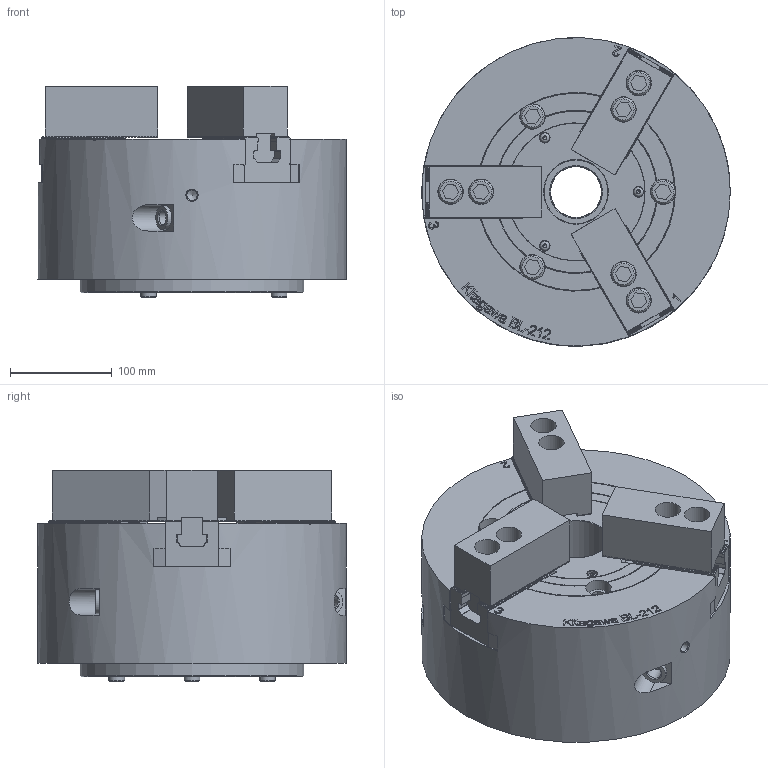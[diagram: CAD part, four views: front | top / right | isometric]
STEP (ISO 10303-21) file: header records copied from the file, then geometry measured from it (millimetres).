
FILE_DESCRIPTION(/* description */ ('Unknown'),/* implementation_level */ '2;1');
FILE_NAME(/* name */ 'BL212A8_mid stroke SOLID',/* time_stamp */ '2019-07-09T12:53:31+01:00',/* author */ ('Unknown'),/* organization */ ('Unknown'),/* preprocessor_version */ 'ST-DEVELOPER v16.7',/* originating_system */ 'DEX',/* authorisation */ $);
FILE_SCHEMA (('AUTOMOTIVE_DESIGN {1 0 10303 214 3 1 1}'));
Products named in the file (1): BL212A8_mid stroke
Bounding box: 304 x 304 x 208.2 mm (x, y, z)
Volume: 9751088.6 mm3; surface area: 1137561 mm2
Topology: 45 solids, 45 shells, 4669 faces, 13380 edges, 8870 vertices
Faces by surface type: plane 3164, cylinder 1188, cone 232, bspline 64, torus 12, sphere 9
Full cylindrical faces by diameter (mm): 3 x9, 3.8 x21, 4.2 x6, 4.826 x3, 5.2 x8, 5.5 x5, 6 x9, 6.8 x6, 7 x3, 8 x1, 8.5 x6, 9 x3, 9.5 x8, 9.732 x6, 10 x9, 10.3 x2, 11 x3, 14 x12, 14.5 x3, 15 x1, 15.682 x9, 16 x6, 17 x21, 23.5 x3, 24 x18, 24.21 x3, 25 x9, 50 x1, 63 x1, 67 x2
Entity records: 151857 total; most frequent: CARTESIAN_POINT 30043, ORIENTED_EDGE 25508, DIRECTION 24475, EDGE_CURVE 12754, LINE 9783, VECTOR 9783, VERTEX_POINT 8707, AXIS2_PLACEMENT_3D 7346
